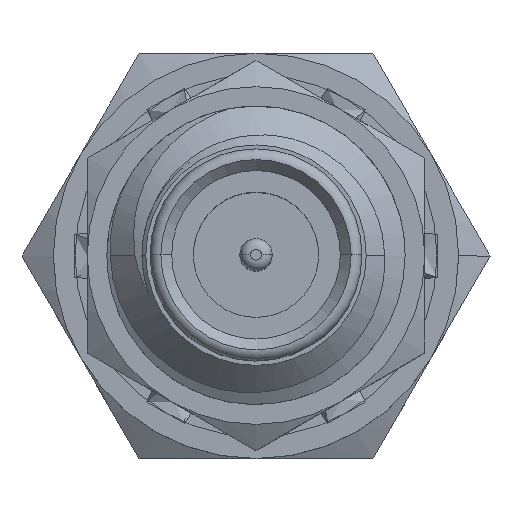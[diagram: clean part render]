
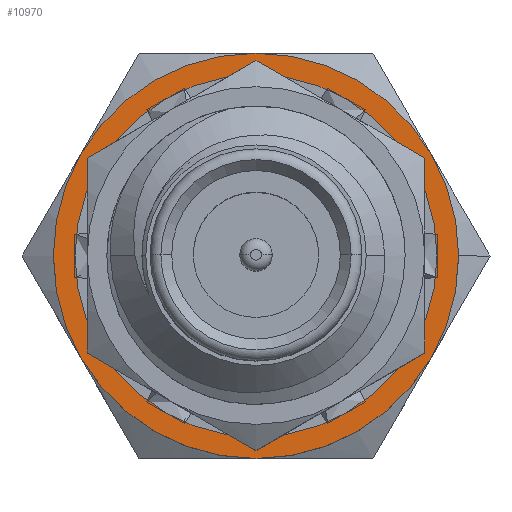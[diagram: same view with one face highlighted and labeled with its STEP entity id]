
A CAD part, top view. The second image highlights one B-rep face of the part: STEP entity #10970.
In plain terms, the highlighted planar face has unit normal (0, 0, 1).
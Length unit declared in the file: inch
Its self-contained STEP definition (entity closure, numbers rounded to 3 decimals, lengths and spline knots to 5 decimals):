
#285 = DIRECTION ( 'NONE',  ( 1., 0., 0. ) ) ;
#286 = ORIENTED_EDGE ( 'NONE', *, *, #5301, .T. ) ;
#413 = CARTESIAN_POINT ( 'NONE',  ( -0.08375, 0., -0.298 ) ) ;
#660 = PLANE ( 'NONE',  #9485 ) ;
#746 = EDGE_CURVE ( 'NONE', #9176, #4721, #5987, .T. ) ;
#821 = EDGE_CURVE ( 'NONE', #3948, #8060, #1161, .T. ) ;
#1098 = AXIS2_PLACEMENT_3D ( 'NONE', #9282, #1971, #3867 ) ;
#1161 = CIRCLE ( 'NONE', #6954, 0.09375 ) ;
#1203 = FACE_BOUND ( 'NONE', #3469, .T. ) ;
#1276 = DIRECTION ( 'NONE',  ( 1., 0., 0. ) ) ;
#1971 = DIRECTION ( 'NONE',  ( 0., 0., 1. ) ) ;
#2356 = CARTESIAN_POINT ( 'NONE',  ( 0.09375, 0., -0.298 ) ) ;
#2884 = CARTESIAN_POINT ( 'NONE',  ( -0.09375, 0., -0.298 ) ) ;
#3290 = CARTESIAN_POINT ( 'NONE',  ( 0.08375, 0., -0.298 ) ) ;
#3469 = EDGE_LOOP ( 'NONE', ( #6268, #7174 ) ) ;
#3501 = CIRCLE ( 'NONE', #6820, 0.09375 ) ;
#3867 = DIRECTION ( 'NONE',  ( 1., 0., 0. ) ) ;
#3948 = VERTEX_POINT ( 'NONE', #2884 ) ;
#4016 = ORIENTED_EDGE ( 'NONE', *, *, #821, .T. ) ;
#4431 = CARTESIAN_POINT ( 'NONE',  ( 0., 0., -0.298 ) ) ;
#4721 = VERTEX_POINT ( 'NONE', #3290 ) ;
#5301 = EDGE_CURVE ( 'NONE', #8060, #3948, #3501, .T. ) ;
#5574 = EDGE_CURVE ( 'NONE', #4721, #9176, #9816, .T. ) ;
#5797 = CARTESIAN_POINT ( 'NONE',  ( 0., 0., -0.298 ) ) ;
#5987 = CIRCLE ( 'NONE', #1098, 0.08375 ) ;
#6268 = ORIENTED_EDGE ( 'NONE', *, *, #746, .F. ) ;
#6820 = AXIS2_PLACEMENT_3D ( 'NONE', #5797, #11226, #1276 ) ;
#6954 = AXIS2_PLACEMENT_3D ( 'NONE', #8469, #11193, #285 ) ;
#7042 = DIRECTION ( 'NONE',  ( 0., 0., 1. ) ) ;
#7174 = ORIENTED_EDGE ( 'NONE', *, *, #5574, .F. ) ;
#8060 = VERTEX_POINT ( 'NONE', #2356 ) ;
#8469 = CARTESIAN_POINT ( 'NONE',  ( 0., 0., -0.298 ) ) ;
#8910 = AXIS2_PLACEMENT_3D ( 'NONE', #4431, #10730, #11730 ) ;
#8937 = CARTESIAN_POINT ( 'NONE',  ( 0., 0., -0.298 ) ) ;
#9176 = VERTEX_POINT ( 'NONE', #413 ) ;
#9192 = EDGE_LOOP ( 'NONE', ( #4016, #286 ) ) ;
#9282 = CARTESIAN_POINT ( 'NONE',  ( 0., 0., -0.298 ) ) ;
#9485 = AXIS2_PLACEMENT_3D ( 'NONE', #8937, #7042, #11538 ) ;
#9816 = CIRCLE ( 'NONE', #8910, 0.08375 ) ;
#10730 = DIRECTION ( 'NONE',  ( 0., 0., 1. ) ) ;
#10970 = ADVANCED_FACE ( 'NONE', ( #11738, #1203 ), #660, .T. ) ;
#11193 = DIRECTION ( 'NONE',  ( 0., 0., 1. ) ) ;
#11226 = DIRECTION ( 'NONE',  ( 0., 0., 1. ) ) ;
#11538 = DIRECTION ( 'NONE',  ( 1., 0., 0. ) ) ;
#11730 = DIRECTION ( 'NONE',  ( 1., 0., 0. ) ) ;
#11738 = FACE_OUTER_BOUND ( 'NONE', #9192, .T. ) ;
